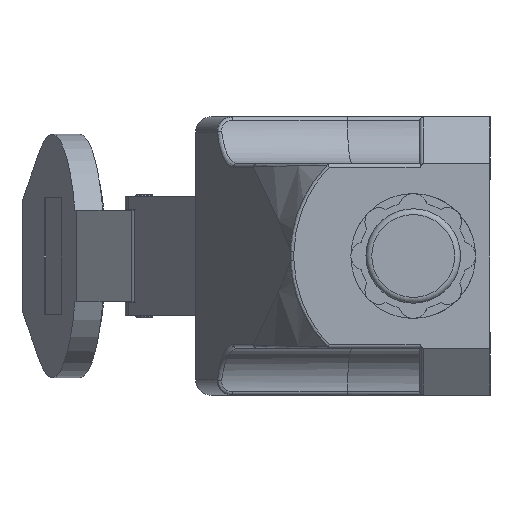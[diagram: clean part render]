
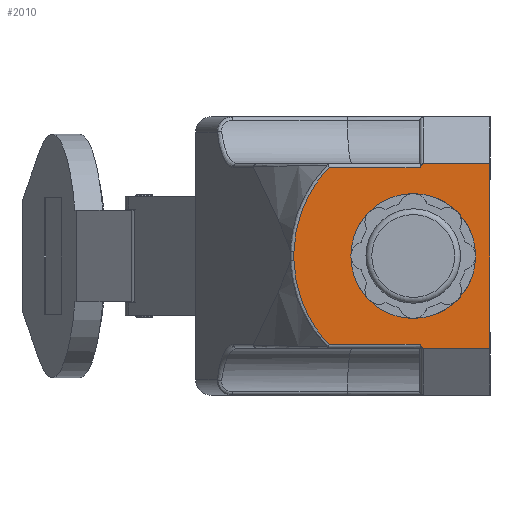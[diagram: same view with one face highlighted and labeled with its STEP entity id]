
A CAD part, left-side view. The second image highlights one B-rep face of the part: STEP entity #2010.
In plain terms, the highlighted planar face has unit normal (-1, 0, 0).
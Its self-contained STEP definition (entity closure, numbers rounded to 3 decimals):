
#69=ELLIPSE('',#8728,1.667,1.);
#70=ELLIPSE('',#8729,1.667,1.);
#112=B_SPLINE_CURVE_WITH_KNOTS('',3,(#12411,#12412,#12413,#12414,#12415,
#12416),.UNSPECIFIED.,.F.,.F.,(4,2,4),(0.,0.5,1.),.UNSPECIFIED.);
#113=B_SPLINE_CURVE_WITH_KNOTS('',3,(#12429,#12430,#12431,#12432,#12433,
#12434),.UNSPECIFIED.,.F.,.F.,(4,2,4),(0.,0.5,1.),.UNSPECIFIED.);
#283=LINE('',#12251,#2587);
#334=LINE('',#12408,#2638);
#335=LINE('',#12418,#2639);
#336=LINE('',#12422,#2640);
#337=LINE('',#12423,#2641);
#338=LINE('',#12427,#2642);
#1325=PLANE('',#8730);
#2010=ADVANCED_FACE('',(#3244,#3245),#1325,.F.);
#2587=VECTOR('',#9720,1.);
#2638=VECTOR('',#9807,1.);
#2639=VECTOR('',#9808,1.);
#2640=VECTOR('',#9811,1.);
#2641=VECTOR('',#9812,1.);
#2642=VECTOR('',#9815,1.);
#3244=FACE_BOUND('',#3496,.T.);
#3245=FACE_BOUND('',#3497,.T.);
#3496=EDGE_LOOP('',(#4308));
#3497=EDGE_LOOP('',(#4309,#4310,#4311,#4312,#4313,#4314,#4315,#4316,#4317,
#4318));
#4308=ORIENTED_EDGE('',*,*,#7345,.T.);
#4309=ORIENTED_EDGE('',*,*,#7346,.T.);
#4310=ORIENTED_EDGE('',*,*,#7347,.T.);
#4311=ORIENTED_EDGE('',*,*,#7348,.T.);
#4312=ORIENTED_EDGE('',*,*,#7349,.T.);
#4313=ORIENTED_EDGE('',*,*,#7350,.T.);
#4314=ORIENTED_EDGE('',*,*,#7278,.T.);
#4315=ORIENTED_EDGE('',*,*,#7351,.F.);
#4316=ORIENTED_EDGE('',*,*,#7352,.F.);
#4317=ORIENTED_EDGE('',*,*,#7353,.F.);
#4318=ORIENTED_EDGE('',*,*,#7354,.F.);
#6458=VERTEX_POINT('',#12252);
#6459=VERTEX_POINT('',#12253);
#6525=VERTEX_POINT('',#12407);
#6526=VERTEX_POINT('',#12409);
#6527=VERTEX_POINT('',#12410);
#6528=VERTEX_POINT('',#12417);
#6529=VERTEX_POINT('',#12419);
#6530=VERTEX_POINT('',#12421);
#6531=VERTEX_POINT('',#12424);
#6532=VERTEX_POINT('',#12426);
#6533=VERTEX_POINT('',#12428);
#7278=EDGE_CURVE('',#6458,#6459,#283,.T.);
#7345=EDGE_CURVE('',#6525,#6525,#8335,.T.);
#7346=EDGE_CURVE('',#6526,#6527,#334,.T.);
#7347=EDGE_CURVE('',#6527,#6528,#112,.T.);
#7348=EDGE_CURVE('',#6528,#6529,#335,.T.);
#7349=EDGE_CURVE('',#6529,#6530,#69,.T.);
#7350=EDGE_CURVE('',#6530,#6458,#336,.T.);
#7351=EDGE_CURVE('',#6531,#6459,#337,.T.);
#7352=EDGE_CURVE('',#6532,#6531,#70,.T.);
#7353=EDGE_CURVE('',#6533,#6532,#338,.T.);
#7354=EDGE_CURVE('',#6526,#6533,#113,.T.);
#8335=CIRCLE('',#8727,16.);
#8727=AXIS2_PLACEMENT_3D('',#12406,#9805,#9806);
#8728=AXIS2_PLACEMENT_3D('',#12420,#9809,#9810);
#8729=AXIS2_PLACEMENT_3D('',#12425,#9813,#9814);
#8730=AXIS2_PLACEMENT_3D('',#12435,#9816,#9817);
#9720=DIRECTION('',(0.,0.,1.));
#9805=DIRECTION('',(1.,0.,0.));
#9806=DIRECTION('',(0.,1.,0.));
#9807=DIRECTION('',(0.,0.,-1.));
#9808=DIRECTION('',(0.,-1.,0.));
#9809=DIRECTION('',(-1.,0.,0.));
#9810=DIRECTION('',(0.,0.,1.));
#9811=DIRECTION('',(0.,-1.,0.));
#9812=DIRECTION('',(0.,-1.,0.));
#9813=DIRECTION('',(1.,0.,0.));
#9814=DIRECTION('',(0.,0.,-1.));
#9815=DIRECTION('',(0.,-1.,0.));
#9816=DIRECTION('',(1.,0.,0.));
#9817=DIRECTION('',(0.,1.,0.));
#12251=CARTESIAN_POINT('',(0.,0.,0.));
#12252=CARTESIAN_POINT('',(0.,0.,-59.4));
#12253=CARTESIAN_POINT('',(0.,0.,-12.));
#12406=CARTESIAN_POINT('',(0.,19.7,-35.7));
#12407=CARTESIAN_POINT('',(0.,35.7,-35.7));
#12408=CARTESIAN_POINT('',(0.,50.289,0.));
#12409=CARTESIAN_POINT('',(0.,50.289,-34.454));
#12410=CARTESIAN_POINT('',(0.,50.289,-36.946));
#12411=CARTESIAN_POINT('',(0.,50.289,-36.946));
#12412=CARTESIAN_POINT('',(0.,50.183,-40.949));
#12413=CARTESIAN_POINT('',(0.,49.333,-44.852));
#12414=CARTESIAN_POINT('',(0.,46.241,-52.188));
#12415=CARTESIAN_POINT('',(0.,44.036,-55.527));
#12416=CARTESIAN_POINT('',(0.,41.257,-58.4));
#12417=CARTESIAN_POINT('',(0.,41.257,-58.4));
#12418=CARTESIAN_POINT('',(0.,17.,-58.4));
#12419=CARTESIAN_POINT('',(0.,17.917,-58.4));
#12420=CARTESIAN_POINT('',(0.,17.,-57.733));
#12421=CARTESIAN_POINT('',(0.,17.,-59.4));
#12422=CARTESIAN_POINT('',(0.,0.,-59.4));
#12423=CARTESIAN_POINT('',(0.,0.,-12.));
#12424=CARTESIAN_POINT('',(0.,17.,-12.));
#12425=CARTESIAN_POINT('',(0.,17.,-13.667));
#12426=CARTESIAN_POINT('',(0.,17.917,-13.));
#12427=CARTESIAN_POINT('',(0.,17.,-13.));
#12428=CARTESIAN_POINT('',(0.,41.257,-13.));
#12429=CARTESIAN_POINT('',(0.,50.289,-34.454));
#12430=CARTESIAN_POINT('',(0.,50.183,-30.451));
#12431=CARTESIAN_POINT('',(0.,49.333,-26.548));
#12432=CARTESIAN_POINT('',(0.,46.241,-19.212));
#12433=CARTESIAN_POINT('',(0.,44.036,-15.873));
#12434=CARTESIAN_POINT('',(0.,41.257,-13.));
#12435=CARTESIAN_POINT('',(0.,0.,0.));
